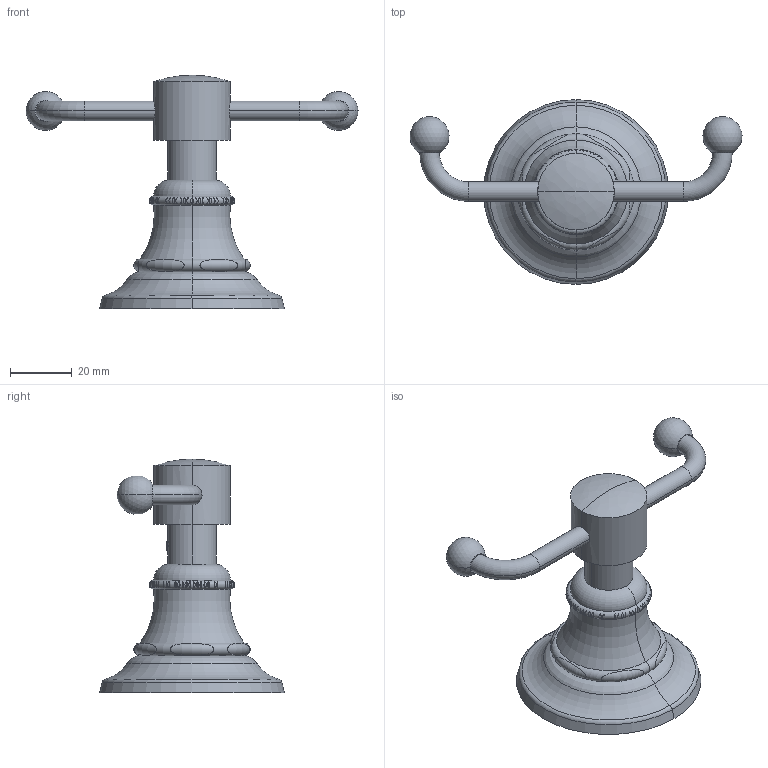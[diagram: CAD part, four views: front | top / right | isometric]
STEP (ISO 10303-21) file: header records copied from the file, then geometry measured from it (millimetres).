
FILE_DESCRIPTION((''),'2;1');
FILE_NAME('33-13_WEB','2010-07-28T',('pnmurthy'),(''),'PRO/ENGINEER BY PARAMETRIC TECHNOLOGY CORPORATION, 2009300','PRO/ENGINEER BY PARAMETRIC TECHNOLOGY CORPORATION, 2009300','');
FILE_SCHEMA(('CONFIG_CONTROL_DESIGN'));
Length unit declared in the file: inch
Products named in the file (1): 33-13_WEB
Bounding box: 107.94 x 60.07 x 75.9 mm (x, y, z)
Surface area: 16481.6 mm2 (no closed solid volume)
Topology: 0 solids, 74 shells, 137 faces, 275 edges, 203 vertices
Faces by surface type: plane 98, torus 18, cylinder 8, bspline 5, cone 4, sphere 4
Entity records: 5547 total; most frequent: CARTESIAN_POINT 3051, DIRECTION 495, ORIENTED_EDGE 374, EDGE_CURVE 269, AXIS2_PLACEMENT_3D 209, VERTEX_POINT 203, EDGE_LOOP 137, FACE_OUTER_BOUND 137
